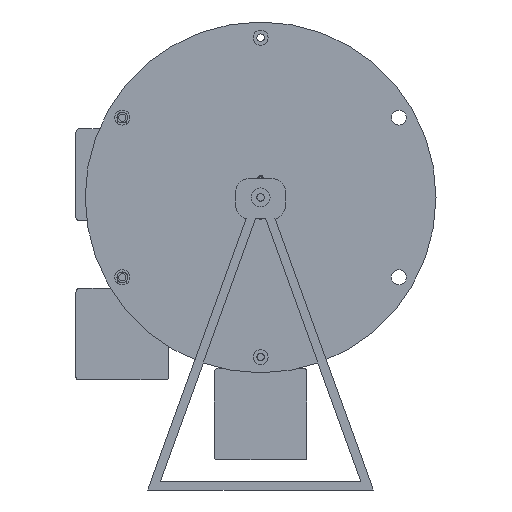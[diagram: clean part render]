
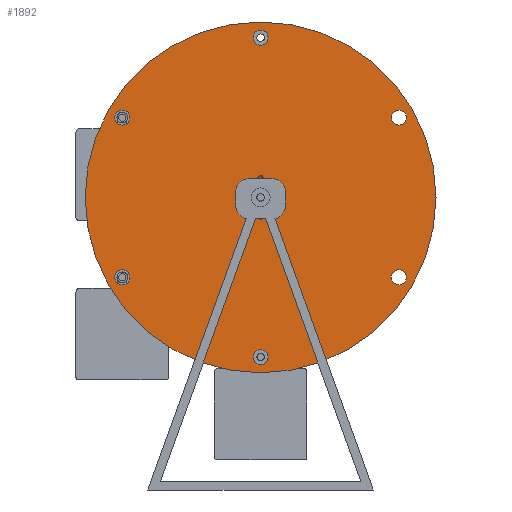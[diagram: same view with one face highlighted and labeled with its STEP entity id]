
A CAD part, front view. The second image highlights one B-rep face of the part: STEP entity #1892.
In plain terms, the highlighted planar face has unit normal (0, -1, 0).
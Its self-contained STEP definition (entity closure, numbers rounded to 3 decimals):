
#1892=ADVANCED_FACE('',(#3318,#3320,#3322,#3324,#3326,#3328,#3330,#3332,#3334,#3336,
#3338,#3340),#3342,.F.);
#3318=FACE_BOUND('',#3319,.T.);
#3319=EDGE_LOOP('',(#3974));
#3320=FACE_BOUND('',#3321,.T.);
#3321=EDGE_LOOP('',(#3975));
#3322=FACE_BOUND('',#3323,.T.);
#3323=EDGE_LOOP('',(#3976));
#3324=FACE_BOUND('',#3325,.T.);
#3325=EDGE_LOOP('',(#3977));
#3326=FACE_BOUND('',#3327,.T.);
#3327=EDGE_LOOP('',(#3978));
#3328=FACE_BOUND('',#3329,.T.);
#3329=EDGE_LOOP('',(#3979));
#3330=FACE_BOUND('',#3331,.T.);
#3331=EDGE_LOOP('',(#3980));
#3332=FACE_BOUND('',#3333,.T.);
#3333=EDGE_LOOP('',(#3981));
#3334=FACE_BOUND('',#3335,.T.);
#3335=EDGE_LOOP('',(#3982));
#3336=FACE_BOUND('',#3337,.T.);
#3337=EDGE_LOOP('',(#3983));
#3338=FACE_BOUND('',#3339,.T.);
#3339=EDGE_LOOP('',(#3984));
#3340=FACE_BOUND('',#3341,.T.);
#3341=EDGE_LOOP('',(#3985));
#3342=PLANE('',#3343);
#3343=AXIS2_PLACEMENT_3D('',#3344,#3345,#3346);
#3344=CARTESIAN_POINT('',(0.,0.,0.));
#3345=DIRECTION('',(0.,1.,0.));
#3346=DIRECTION('',(1.,0.,0.));
#3974=ORIENTED_EDGE('',*,*,#4259,.T.);
#3975=ORIENTED_EDGE('',*,*,#4270,.F.);
#3976=ORIENTED_EDGE('',*,*,#4266,.T.);
#3977=ORIENTED_EDGE('',*,*,#4267,.T.);
#3978=ORIENTED_EDGE('',*,*,#4271,.T.);
#3979=ORIENTED_EDGE('',*,*,#4272,.T.);
#3980=ORIENTED_EDGE('',*,*,#4273,.T.);
#3981=ORIENTED_EDGE('',*,*,#4274,.T.);
#3982=ORIENTED_EDGE('',*,*,#4275,.T.);
#3983=ORIENTED_EDGE('',*,*,#4276,.T.);
#3984=ORIENTED_EDGE('',*,*,#4268,.T.);
#3985=ORIENTED_EDGE('',*,*,#4269,.T.);
#4259=EDGE_CURVE('',#4721,#4721,#4722,.F.);
#4266=EDGE_CURVE('',#4735,#4735,#4736,.T.);
#4267=EDGE_CURVE('',#4737,#4737,#4738,.T.);
#4268=EDGE_CURVE('',#4739,#4739,#4740,.T.);
#4269=EDGE_CURVE('',#4741,#4741,#4742,.T.);
#4270=EDGE_CURVE('',#4743,#4743,#4744,.T.);
#4271=EDGE_CURVE('',#4745,#4745,#4746,.F.);
#4272=EDGE_CURVE('',#4747,#4747,#4748,.F.);
#4273=EDGE_CURVE('',#4749,#4749,#4750,.F.);
#4274=EDGE_CURVE('',#4751,#4751,#4752,.F.);
#4275=EDGE_CURVE('',#4753,#4753,#4754,.F.);
#4276=EDGE_CURVE('',#4755,#4755,#4756,.F.);
#4721=VERTEX_POINT('',#6049);
#4722=CIRCLE('',#6050,140.);
#4735=VERTEX_POINT('',#6084);
#4736=CIRCLE('',#6085,2.5);
#4737=VERTEX_POINT('',#6089);
#4738=CIRCLE('',#6090,2.5);
#4739=VERTEX_POINT('',#6094);
#4740=CIRCLE('',#6095,2.5);
#4741=VERTEX_POINT('',#6099);
#4742=CIRCLE('',#6100,2.5);
#4743=VERTEX_POINT('',#6104);
#4744=CIRCLE('',#6105,12.);
#4745=VERTEX_POINT('',#6109);
#4746=CIRCLE('',#6110,6.);
#4747=VERTEX_POINT('',#6114);
#4748=CIRCLE('',#6115,6.);
#4749=VERTEX_POINT('',#6119);
#4750=CIRCLE('',#6120,6.);
#4751=VERTEX_POINT('',#6124);
#4752=CIRCLE('',#6125,6.);
#4753=VERTEX_POINT('',#6129);
#4754=CIRCLE('',#6130,6.);
#4755=VERTEX_POINT('',#6134);
#4756=CIRCLE('',#6135,6.);
#6049=CARTESIAN_POINT('',(140.,0.,0.));
#6050=AXIS2_PLACEMENT_3D('',#6051,#6052,#6053);
#6051=CARTESIAN_POINT('',(0.,0.,0.));
#6052=DIRECTION('',(0.,1.,0.));
#6053=DIRECTION('',(1.,0.,0.));
#6084=CARTESIAN_POINT('',(-2.5,0.,15.));
#6085=AXIS2_PLACEMENT_3D('',#6086,#6087,#6088);
#6086=CARTESIAN_POINT('',(0.,0.,15.));
#6087=DIRECTION('',(0.,1.,0.));
#6088=DIRECTION('',(-1.,0.,0.));
#6089=CARTESIAN_POINT('',(12.5,0.,0.));
#6090=AXIS2_PLACEMENT_3D('',#6091,#6092,#6093);
#6091=CARTESIAN_POINT('',(15.,0.,0.));
#6092=DIRECTION('',(0.,1.,0.));
#6093=DIRECTION('',(-1.,0.,0.));
#6094=CARTESIAN_POINT('',(-2.5,0.,-15.));
#6095=AXIS2_PLACEMENT_3D('',#6096,#6097,#6098);
#6096=CARTESIAN_POINT('',(0.,0.,-15.));
#6097=DIRECTION('',(0.,1.,0.));
#6098=DIRECTION('',(-1.,0.,0.));
#6099=CARTESIAN_POINT('',(-17.5,0.,0.));
#6100=AXIS2_PLACEMENT_3D('',#6101,#6102,#6103);
#6101=CARTESIAN_POINT('',(-15.,0.,0.));
#6102=DIRECTION('',(0.,1.,0.));
#6103=DIRECTION('',(-1.,0.,0.));
#6104=CARTESIAN_POINT('',(12.,0.,0.));
#6105=AXIS2_PLACEMENT_3D('',#6106,#6107,#6108);
#6106=CARTESIAN_POINT('',(0.,0.,0.));
#6107=DIRECTION('',(0.,-1.,0.));
#6108=DIRECTION('',(1.,0.,0.));
#6109=CARTESIAN_POINT('',(-6.,0.,127.45));
#6110=AXIS2_PLACEMENT_3D('',#6111,#6112,#6113);
#6111=CARTESIAN_POINT('',(0.,0.,127.45));
#6112=DIRECTION('',(0.,-1.,0.));
#6113=DIRECTION('',(-1.,0.,0.));
#6114=CARTESIAN_POINT('',(104.375,0.,-63.725));
#6115=AXIS2_PLACEMENT_3D('',#6116,#6117,#6118);
#6116=CARTESIAN_POINT('',(110.375,0.,-63.725));
#6117=DIRECTION('',(0.,-1.,0.));
#6118=DIRECTION('',(-1.,0.,0.));
#6119=CARTESIAN_POINT('',(104.375,0.,63.725));
#6120=AXIS2_PLACEMENT_3D('',#6121,#6122,#6123);
#6121=CARTESIAN_POINT('',(110.375,0.,63.725));
#6122=DIRECTION('',(0.,-1.,0.));
#6123=DIRECTION('',(-1.,0.,0.));
#6124=CARTESIAN_POINT('',(-116.375,0.,63.725));
#6125=AXIS2_PLACEMENT_3D('',#6126,#6127,#6128);
#6126=CARTESIAN_POINT('',(-110.375,0.,63.725));
#6127=DIRECTION('',(0.,-1.,0.));
#6128=DIRECTION('',(-1.,0.,0.));
#6129=CARTESIAN_POINT('',(-116.375,0.,-63.725));
#6130=AXIS2_PLACEMENT_3D('',#6131,#6132,#6133);
#6131=CARTESIAN_POINT('',(-110.375,0.,-63.725));
#6132=DIRECTION('',(0.,-1.,0.));
#6133=DIRECTION('',(-1.,0.,0.));
#6134=CARTESIAN_POINT('',(-6.,0.,-127.45));
#6135=AXIS2_PLACEMENT_3D('',#6136,#6137,#6138);
#6136=CARTESIAN_POINT('',(0.,0.,-127.45));
#6137=DIRECTION('',(0.,-1.,0.));
#6138=DIRECTION('',(-1.,0.,0.));
